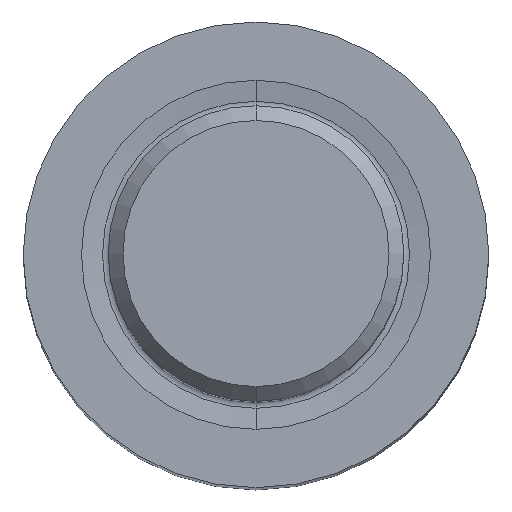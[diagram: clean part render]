
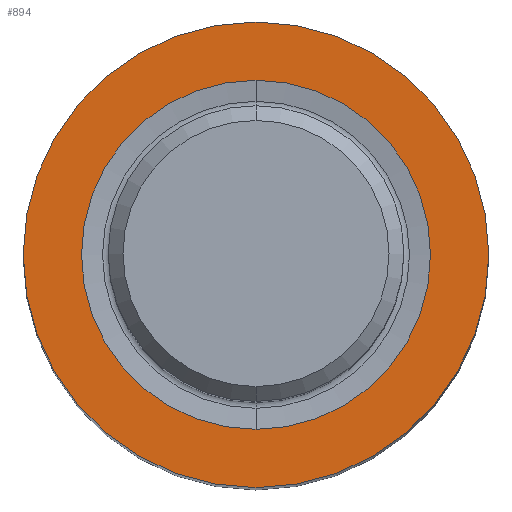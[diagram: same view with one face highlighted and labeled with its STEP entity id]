
A CAD part, top view. The second image highlights one B-rep face of the part: STEP entity #894.
In plain terms, the highlighted planar face has unit normal (0, 0, 1).
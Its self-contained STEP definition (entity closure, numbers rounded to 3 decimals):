
#251=CARTESIAN_POINT('',(0.,0.,0.));
#252=DIRECTION('',(0.,0.,-1.));
#253=DIRECTION('',(0.,1.,0.));
#254=AXIS2_PLACEMENT_3D('',#251,#252,#253);
#273=CARTESIAN_POINT('',(0.,0.,0.));
#274=DIRECTION('',(0.,0.,1.));
#275=DIRECTION('',(0.,1.,0.));
#276=AXIS2_PLACEMENT_3D('',#273,#274,#275);
#289=CARTESIAN_POINT('',(0.,0.,0.));
#290=DIRECTION('',(0.,0.,1.));
#291=DIRECTION('',(0.,-1.,0.));
#292=AXIS2_PLACEMENT_3D('',#289,#290,#291);
#297=CARTESIAN_POINT('',(0.,0.,0.));
#298=DIRECTION('',(0.,0.,-1.));
#299=DIRECTION('',(0.,-1.,0.));
#300=AXIS2_PLACEMENT_3D('',#297,#298,#299);
#617=CARTESIAN_POINT('',(0.,15.75,0.));
#618=CARTESIAN_POINT('',(0.,-15.75,0.));
#619=VERTEX_POINT('',#617);
#620=VERTEX_POINT('',#618);
#633=CARTESIAN_POINT('',(0.,-11.807,0.));
#634=VERTEX_POINT('',#633);
#643=CARTESIAN_POINT('',(0.,11.807,0.));
#644=VERTEX_POINT('',#643);
#879=CARTESIAN_POINT('',(0.,0.,0.));
#880=DIRECTION('',(0.,0.,1.));
#881=DIRECTION('',(0.,-1.,0.));
#882=AXIS2_PLACEMENT_3D('',#879,#880,#881);
#883=PLANE('',#882);
#884=ORIENTED_EDGE('',*,*,#862,.F.);
#885=ORIENTED_EDGE('',*,*,#845,.T.);
#886=EDGE_LOOP('',(#884,#885));
#887=FACE_OUTER_BOUND('',#886,.F.);
#889=ORIENTED_EDGE('',*,*,#888,.T.);
#891=ORIENTED_EDGE('',*,*,#890,.F.);
#892=EDGE_LOOP('',(#889,#891));
#893=FACE_BOUND('',#892,.F.);
#894=ADVANCED_FACE('',(#887,#893),#883,.T.);
#255=CIRCLE('',#254,15.75);
#277=CIRCLE('',#276,15.75);
#293=CIRCLE('',#292,11.807);
#301=CIRCLE('',#300,11.807);
#845=EDGE_CURVE('',#619,#620,#255,.T.);
#862=EDGE_CURVE('',#619,#620,#277,.T.);
#888=EDGE_CURVE('',#634,#644,#293,.T.);
#890=EDGE_CURVE('',#634,#644,#301,.T.);
